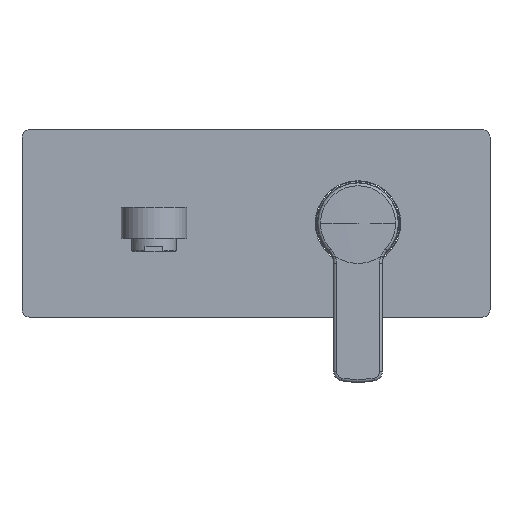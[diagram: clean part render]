
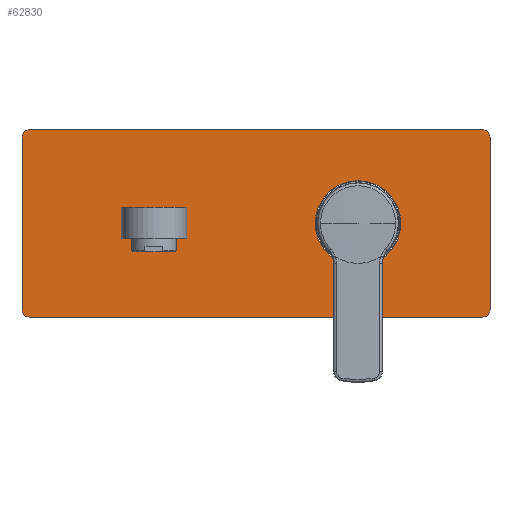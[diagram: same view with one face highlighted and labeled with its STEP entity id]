
A CAD part, top view. The second image highlights one B-rep face of the part: STEP entity #62830.
In plain terms, the highlighted planar face has unit normal (0, 0, 1).
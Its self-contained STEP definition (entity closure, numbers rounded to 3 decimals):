
#46415=CARTESIAN_POINT('',(-175.5,46.,47.));
#46416=DIRECTION('',(0.,0.,1.));
#46417=DIRECTION('',(0.,1.,0.));
#46418=AXIS2_PLACEMENT_3D('',#46415,#46416,#46417);
#46420=DIRECTION('',(-1.,0.,0.));
#46421=VECTOR('',#46420,242.);
#46422=CARTESIAN_POINT('',(66.5,50.,47.));
#46423=LINE('',#46422,#46421);
#46424=CARTESIAN_POINT('',(66.5,46.,47.));
#46425=DIRECTION('',(0.,0.,1.));
#46426=DIRECTION('',(1.,0.,0.));
#46427=AXIS2_PLACEMENT_3D('',#46424,#46425,#46426);
#46429=DIRECTION('',(0.,1.,0.));
#46430=VECTOR('',#46429,92.);
#46431=CARTESIAN_POINT('',(70.5,-46.,47.));
#46432=LINE('',#46431,#46430);
#46433=CARTESIAN_POINT('',(66.5,-46.,47.));
#46434=DIRECTION('',(0.,0.,1.));
#46435=DIRECTION('',(0.,-1.,0.));
#46436=AXIS2_PLACEMENT_3D('',#46433,#46434,#46435);
#46438=DIRECTION('',(1.,0.,0.));
#46439=VECTOR('',#46438,242.);
#46440=CARTESIAN_POINT('',(-175.5,-50.,47.));
#46441=LINE('',#46440,#46439);
#46442=CARTESIAN_POINT('',(-175.5,-46.,47.));
#46443=DIRECTION('',(0.,0.,1.));
#46444=DIRECTION('',(-1.,0.,0.));
#46445=AXIS2_PLACEMENT_3D('',#46442,#46443,#46444);
#46447=DIRECTION('',(0.,-1.,0.));
#46448=VECTOR('',#46447,92.);
#46449=CARTESIAN_POINT('',(-179.5,46.,47.));
#46450=LINE('',#46449,#46448);
#46451=CARTESIAN_POINT('',(0.,0.,47.));
#46452=DIRECTION('',(0.,0.,-1.));
#46453=DIRECTION('',(0.,1.,0.));
#46454=AXIS2_PLACEMENT_3D('',#46451,#46452,#46453);
#46456=CARTESIAN_POINT('',(0.,0.,47.));
#46457=DIRECTION('',(0.,0.,-1.));
#46458=DIRECTION('',(0.,-1.,0.));
#46459=AXIS2_PLACEMENT_3D('',#46456,#46457,#46458);
#46461=DIRECTION('',(1.,0.,0.));
#46462=VECTOR('',#46461,35.);
#46463=CARTESIAN_POINT('',(-126.5,-8.25,47.));
#46464=LINE('',#46463,#46462);
#46465=DIRECTION('',(0.,1.,0.));
#46466=VECTOR('',#46465,16.5);
#46467=CARTESIAN_POINT('',(-91.5,-8.25,47.));
#46468=LINE('',#46467,#46466);
#46469=DIRECTION('',(1.,0.,0.));
#46470=VECTOR('',#46469,35.);
#46471=CARTESIAN_POINT('',(-126.5,8.25,47.));
#46472=LINE('',#46471,#46470);
#46473=DIRECTION('',(0.,1.,0.));
#46474=VECTOR('',#46473,16.5);
#46475=CARTESIAN_POINT('',(-126.5,-8.25,47.));
#46476=LINE('',#46475,#46474);
#55604=CARTESIAN_POINT('',(0.,22.8,47.));
#55605=CARTESIAN_POINT('',(0.,-22.8,47.));
#55606=VERTEX_POINT('',#55604);
#55607=VERTEX_POINT('',#55605);
#55612=CARTESIAN_POINT('',(-175.5,50.,47.));
#55613=VERTEX_POINT('',#55612);
#55614=CARTESIAN_POINT('',(-179.5,46.,47.));
#55615=VERTEX_POINT('',#55614);
#55620=CARTESIAN_POINT('',(-179.5,-46.,47.));
#55621=VERTEX_POINT('',#55620);
#55622=CARTESIAN_POINT('',(-175.5,-50.,47.));
#55623=VERTEX_POINT('',#55622);
#55628=CARTESIAN_POINT('',(66.5,-50.,47.));
#55629=VERTEX_POINT('',#55628);
#55630=CARTESIAN_POINT('',(70.5,-46.,47.));
#55631=VERTEX_POINT('',#55630);
#55636=CARTESIAN_POINT('',(70.5,46.,47.));
#55637=VERTEX_POINT('',#55636);
#55638=CARTESIAN_POINT('',(66.5,50.,47.));
#55639=VERTEX_POINT('',#55638);
#55715=CARTESIAN_POINT('',(-126.5,-8.25,47.));
#55716=CARTESIAN_POINT('',(-91.5,-8.25,47.));
#55717=VERTEX_POINT('',#55715);
#55718=VERTEX_POINT('',#55716);
#55719=CARTESIAN_POINT('',(-126.5,8.25,47.));
#55720=CARTESIAN_POINT('',(-91.5,8.25,47.));
#55721=VERTEX_POINT('',#55719);
#55722=VERTEX_POINT('',#55720);
#62793=CARTESIAN_POINT('',(-54.5,0.,47.));
#62794=DIRECTION('',(0.,0.,1.));
#62795=DIRECTION('',(0.,1.,0.));
#62796=AXIS2_PLACEMENT_3D('',#62793,#62794,#62795);
#62797=PLANE('',#62796);
#62799=ORIENTED_EDGE('',*,*,#62798,.F.);
#62801=ORIENTED_EDGE('',*,*,#62800,.F.);
#62803=ORIENTED_EDGE('',*,*,#62802,.F.);
#62805=ORIENTED_EDGE('',*,*,#62804,.F.);
#62807=ORIENTED_EDGE('',*,*,#62806,.F.);
#62809=ORIENTED_EDGE('',*,*,#62808,.F.);
#62811=ORIENTED_EDGE('',*,*,#62810,.F.);
#62813=ORIENTED_EDGE('',*,*,#62812,.F.);
#62814=EDGE_LOOP('',(#62799,#62801,#62803,#62805,#62807,#62809,#62811,#62813));
#62815=FACE_OUTER_BOUND('',#62814,.F.);
#62817=ORIENTED_EDGE('',*,*,#62816,.F.);
#62819=ORIENTED_EDGE('',*,*,#62818,.F.);
#62820=EDGE_LOOP('',(#62817,#62819));
#62821=FACE_BOUND('',#62820,.F.);
#62822=ORIENTED_EDGE('',*,*,#62742,.T.);
#62824=ORIENTED_EDGE('',*,*,#62823,.T.);
#62826=ORIENTED_EDGE('',*,*,#62825,.F.);
#62827=ORIENTED_EDGE('',*,*,#62776,.F.);
#62828=EDGE_LOOP('',(#62822,#62824,#62826,#62827));
#62829=FACE_BOUND('',#62828,.F.);
#62830=ADVANCED_FACE('',(#62815,#62821,#62829),#62797,.T.);
#46419=CIRCLE('',#46418,4.);
#46428=CIRCLE('',#46427,4.);
#46437=CIRCLE('',#46436,4.);
#46446=CIRCLE('',#46445,4.);
#46455=CIRCLE('',#46454,22.8);
#46460=CIRCLE('',#46459,22.8);
#62742=EDGE_CURVE('',#55717,#55718,#46464,.T.);
#62776=EDGE_CURVE('',#55717,#55721,#46476,.T.);
#62798=EDGE_CURVE('',#55613,#55615,#46419,.T.);
#62800=EDGE_CURVE('',#55639,#55613,#46423,.T.);
#62802=EDGE_CURVE('',#55637,#55639,#46428,.T.);
#62804=EDGE_CURVE('',#55631,#55637,#46432,.T.);
#62806=EDGE_CURVE('',#55629,#55631,#46437,.T.);
#62808=EDGE_CURVE('',#55623,#55629,#46441,.T.);
#62810=EDGE_CURVE('',#55621,#55623,#46446,.T.);
#62812=EDGE_CURVE('',#55615,#55621,#46450,.T.);
#62816=EDGE_CURVE('',#55606,#55607,#46455,.T.);
#62818=EDGE_CURVE('',#55607,#55606,#46460,.T.);
#62823=EDGE_CURVE('',#55718,#55722,#46468,.T.);
#62825=EDGE_CURVE('',#55721,#55722,#46472,.T.);
